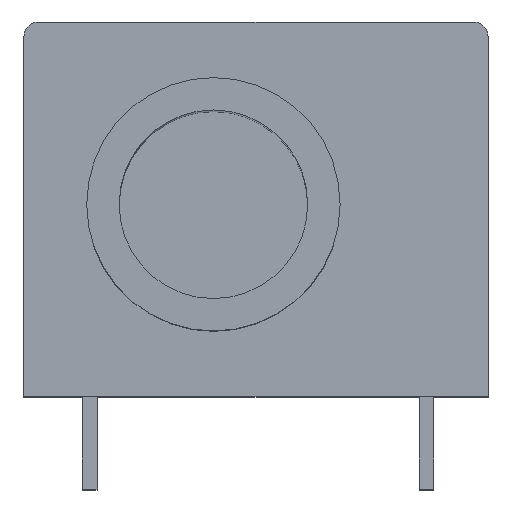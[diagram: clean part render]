
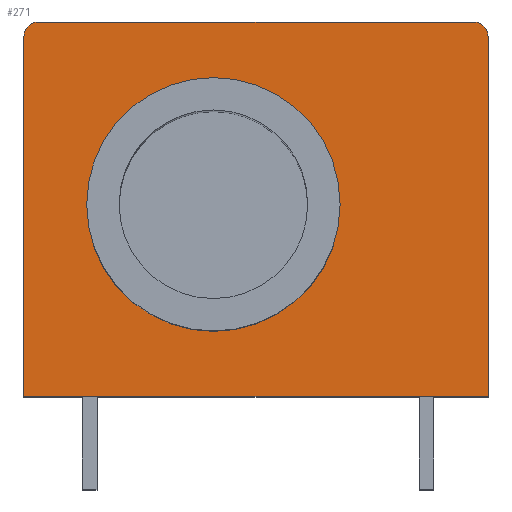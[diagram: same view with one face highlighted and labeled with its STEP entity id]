
A CAD part, top view. The second image highlights one B-rep face of the part: STEP entity #271.
In plain terms, the highlighted planar face has unit normal (0, 0, 1).
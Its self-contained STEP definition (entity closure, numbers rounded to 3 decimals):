
#61 = LINE ( 'NONE', #555, #237 ) ;
#90 = CIRCLE ( 'NONE', #465, 0.5 ) ;
#115 = ORIENTED_EDGE ( 'NONE', *, *, #797, .T. ) ;
#119 = DIRECTION ( 'NONE',  ( 1., 0., 0. ) ) ;
#131 = CIRCLE ( 'NONE', #1054, 4.3 ) ;
#132 = ORIENTED_EDGE ( 'NONE', *, *, #879, .F. ) ;
#142 = FACE_OUTER_BOUND ( 'NONE', #366, .T. ) ;
#147 = VECTOR ( 'NONE', #747, 1000. ) ;
#151 = FACE_BOUND ( 'NONE', #485, .T. ) ;
#186 = DIRECTION ( 'NONE',  ( 0., 0., 1. ) ) ;
#212 = VERTEX_POINT ( 'NONE', #655 ) ;
#217 = CIRCLE ( 'NONE', #1035, 0.5 ) ;
#219 = AXIS2_PLACEMENT_3D ( 'NONE', #952, #186, #119 ) ;
#228 = VERTEX_POINT ( 'NONE', #970 ) ;
#237 = VECTOR ( 'NONE', #962, 1000. ) ;
#271 = ADVANCED_FACE ( 'NONE', ( #151, #142 ), #830, .F. ) ;
#278 = DIRECTION ( 'NONE',  ( 1., 0., 0. ) ) ;
#287 = DIRECTION ( 'NONE',  ( 0., 0., 1. ) ) ;
#310 = VERTEX_POINT ( 'NONE', #354 ) ;
#313 = CARTESIAN_POINT ( 'NONE',  ( 0.5, 12.7, 0. ) ) ;
#317 = CARTESIAN_POINT ( 'NONE',  ( 0., 0., 0. ) ) ;
#351 = CARTESIAN_POINT ( 'NONE',  ( 2.13, 6.5, 0. ) ) ;
#354 = CARTESIAN_POINT ( 'NONE',  ( 15.25, 12.7, 0. ) ) ;
#358 = VERTEX_POINT ( 'NONE', #837 ) ;
#366 = EDGE_LOOP ( 'NONE', ( #644, #958, #1008, #115, #1010, #769 ) ) ;
#409 = VERTEX_POINT ( 'NONE', #502 ) ;
#414 = CIRCLE ( 'NONE', #219, 4.3 ) ;
#465 = AXIS2_PLACEMENT_3D ( 'NONE', #915, #509, #848 ) ;
#477 = CARTESIAN_POINT ( 'NONE',  ( 0.5, 12.2, 0. ) ) ;
#485 = EDGE_LOOP ( 'NONE', ( #635, #132 ) ) ;
#491 = LINE ( 'NONE', #854, #147 ) ;
#502 = CARTESIAN_POINT ( 'NONE',  ( 15.75, 0., 0. ) ) ;
#509 = DIRECTION ( 'NONE',  ( 0., 0., 1. ) ) ;
#548 = AXIS2_PLACEMENT_3D ( 'NONE', #477, #813, #755 ) ;
#555 = CARTESIAN_POINT ( 'NONE',  ( 15.75, 0., 0. ) ) ;
#568 = DIRECTION ( 'NONE',  ( 0., 0., 1. ) ) ;
#589 = EDGE_CURVE ( 'NONE', #409, #228, #61, .T. ) ;
#633 = DIRECTION ( 'NONE',  ( -1., 0., 0. ) ) ;
#635 = ORIENTED_EDGE ( 'NONE', *, *, #935, .F. ) ;
#643 = VERTEX_POINT ( 'NONE', #818 ) ;
#644 = ORIENTED_EDGE ( 'NONE', *, *, #955, .T. ) ;
#645 = LINE ( 'NONE', #317, #1068 ) ;
#652 = CARTESIAN_POINT ( 'NONE',  ( 0.5, 12.2, 0. ) ) ;
#655 = CARTESIAN_POINT ( 'NONE',  ( 0., 12.2, 0. ) ) ;
#666 = EDGE_CURVE ( 'NONE', #671, #212, #217, .T. ) ;
#671 = VERTEX_POINT ( 'NONE', #978 ) ;
#689 = CARTESIAN_POINT ( 'NONE',  ( 6.43, 6.5, 0. ) ) ;
#699 = EDGE_CURVE ( 'NONE', #643, #409, #491, .T. ) ;
#747 = DIRECTION ( 'NONE',  ( 1., 0., 0. ) ) ;
#755 = DIRECTION ( 'NONE',  ( -1., 0., 0. ) ) ;
#769 = ORIENTED_EDGE ( 'NONE', *, *, #666, .T. ) ;
#797 = EDGE_CURVE ( 'NONE', #228, #310, #90, .T. ) ;
#813 = DIRECTION ( 'NONE',  ( 0., 0., -1. ) ) ;
#818 = CARTESIAN_POINT ( 'NONE',  ( 0., 0., 0. ) ) ;
#821 = VERTEX_POINT ( 'NONE', #351 ) ;
#830 = PLANE ( 'NONE',  #548 ) ;
#837 = CARTESIAN_POINT ( 'NONE',  ( 10.73, 6.5, 0. ) ) ;
#848 = DIRECTION ( 'NONE',  ( -1., 0., 0. ) ) ;
#854 = CARTESIAN_POINT ( 'NONE',  ( 0., 0., 0. ) ) ;
#879 = EDGE_CURVE ( 'NONE', #358, #821, #414, .T. ) ;
#915 = CARTESIAN_POINT ( 'NONE',  ( 15.25, 12.2, 0. ) ) ;
#933 = VECTOR ( 'NONE', #633, 1000. ) ;
#935 = EDGE_CURVE ( 'NONE', #821, #358, #131, .T. ) ;
#947 = EDGE_CURVE ( 'NONE', #310, #671, #1055, .T. ) ;
#952 = CARTESIAN_POINT ( 'NONE',  ( 6.43, 6.5, 0. ) ) ;
#955 = EDGE_CURVE ( 'NONE', #212, #643, #645, .T. ) ;
#958 = ORIENTED_EDGE ( 'NONE', *, *, #699, .T. ) ;
#962 = DIRECTION ( 'NONE',  ( 0., 1., 0. ) ) ;
#970 = CARTESIAN_POINT ( 'NONE',  ( 15.75, 12.2, 0. ) ) ;
#978 = CARTESIAN_POINT ( 'NONE',  ( 0.5, 12.7, 0. ) ) ;
#986 = DIRECTION ( 'NONE',  ( -1., 0., 0. ) ) ;
#1008 = ORIENTED_EDGE ( 'NONE', *, *, #589, .T. ) ;
#1010 = ORIENTED_EDGE ( 'NONE', *, *, #947, .T. ) ;
#1035 = AXIS2_PLACEMENT_3D ( 'NONE', #652, #568, #986 ) ;
#1054 = AXIS2_PLACEMENT_3D ( 'NONE', #689, #287, #278 ) ;
#1055 = LINE ( 'NONE', #313, #933 ) ;
#1063 = DIRECTION ( 'NONE',  ( 0., -1., 0. ) ) ;
#1068 = VECTOR ( 'NONE', #1063, 1000. ) ;
